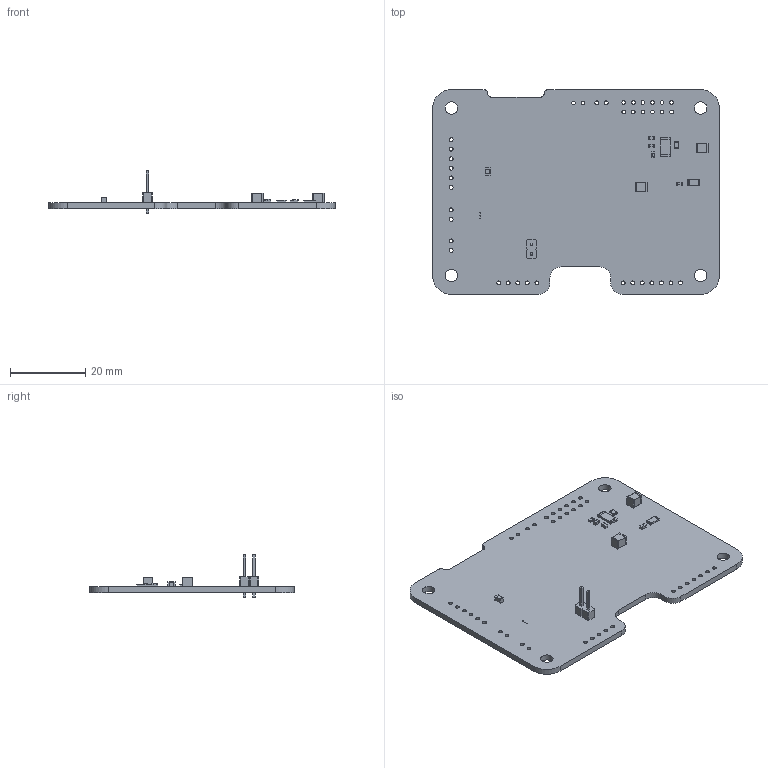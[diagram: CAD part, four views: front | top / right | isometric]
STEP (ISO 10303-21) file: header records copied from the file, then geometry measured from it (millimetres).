
FILE_DESCRIPTION(('KiCad electronic assembly'),'2;1');
FILE_NAME('ME203_Project.step','2019-05-02T04:22:27',('An Author'),( 'A Company'),'Open CASCADE STEP processor 6.9', 'KiCad to STEP converter','Unknown');
FILE_SCHEMA(('AUTOMOTIVE_DESIGN { 1 0 10303 214 1 1 1 1 }'));
Length unit declared in the file: millimetre
Products named in the file (18): Open CASCADE STEP translator 6.9 1; C_0805_2012Metric; SOLID; PinHeader_1x02_P2.54mm_Vertical; C_0603_1608Metric; C_1210_3225Metric; R_0603_1608Metric; R_0805_2012Metric; R_1206_3216Metric; R_2010_5025Metric; COMPOUND
Assembly tree (20 placements, depth 3):
  Open CASCADE STEP translator 6.9 1
    C_0805_2012Metric
      SOLID
    PinHeader_1x02_P2.54mm_Vertical
      SOLID
    C_0603_1608Metric  x3
      SOLID
    C_1210_3225Metric  x2
      SOLID
    R_0603_1608Metric
      SOLID
    R_0805_2012Metric
      SOLID
    R_1206_3216Metric
      SOLID
    R_2010_5025Metric
      SOLID
    COMPOUND
Bounding box: 76.3 x 54.4 x 11.54 mm (x, y, z)
Volume: 6358.6 mm3; surface area: 8814.9 mm2
Topology: 12 solids, 12 shells, 395 faces, 1033 edges, 678 vertices
Faces by surface type: plane 232, cylinder 163
Full cylindrical faces by diameter (mm): 0.2 x3, 1 x40, 3.302 x4
Entity records: 22993 total; most frequent: CARTESIAN_POINT 4433, DIRECTION 3183, LINE 1943, VECTOR 1943, ORIENTED_EDGE 1634, PCURVE 1634, DEFINITIONAL_REPRESENTATION 1634, EDGE_CURVE 817
